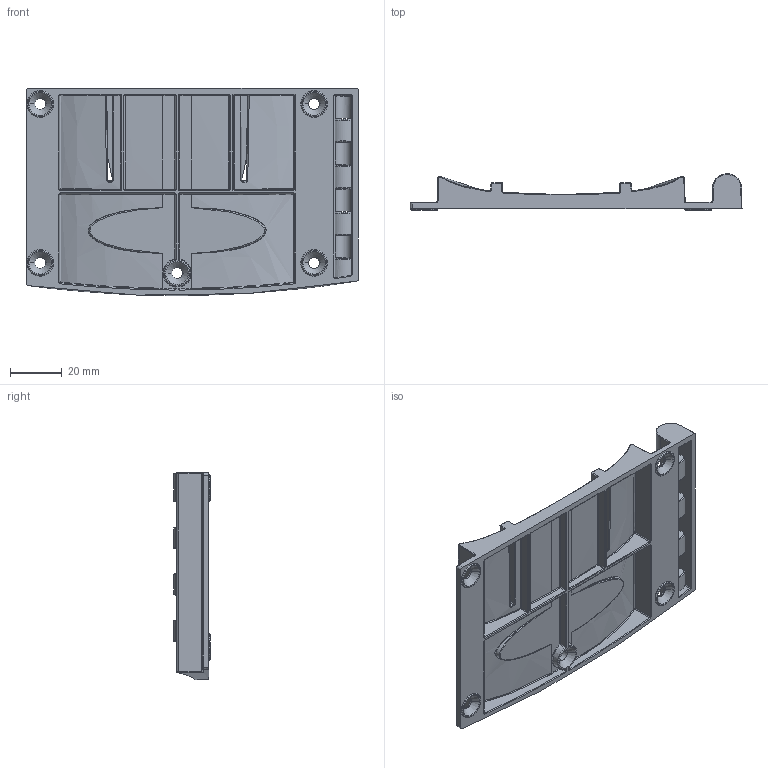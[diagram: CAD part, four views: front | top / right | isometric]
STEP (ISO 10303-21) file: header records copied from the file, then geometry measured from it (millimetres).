
FILE_DESCRIPTION((''),'2;1');
FILE_NAME('161956_SW','2013-01-15T',('banengservice'),('BANNER ENGINEERING'),'PRO/ENGINEER BY PARAMETRIC TECHNOLOGY CORPORATION, 2009141','PRO/ENGINEER BY PARAMETRIC TECHNOLOGY CORPORATION, 2009141','');
FILE_SCHEMA(('CONFIG_CONTROL_DESIGN'));
Length unit declared in the file: inch
Products named in the file (1): 161956_SW
Bounding box: 128.48 x 14 x 80.15 mm (x, y, z)
Volume: 35629.9 mm3; surface area: 30991 mm2
Topology: 1 solids, 1 shells, 778 faces, 1983 edges, 1210 vertices
Faces by surface type: cylinder 318, plane 215, bspline 157, sphere 40, torus 33, cone 15
Entity records: 31808 total; most frequent: CARTESIAN_POINT 13891, ORIENTED_EDGE 3966, DIRECTION 3500, EDGE_CURVE 1983, AXIS2_PLACEMENT_3D 1300, VERTEX_POINT 1210, VECTOR 900, LINE 900
